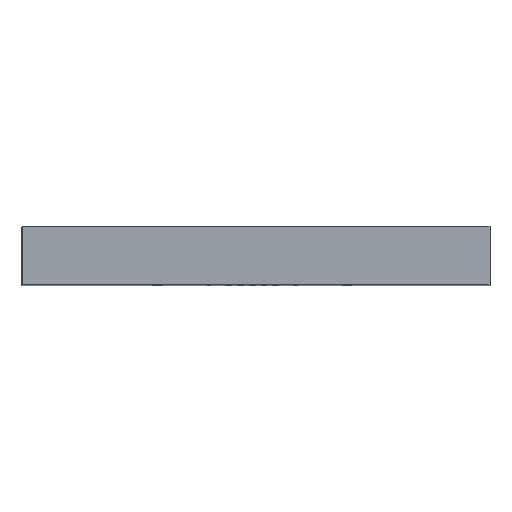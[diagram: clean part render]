
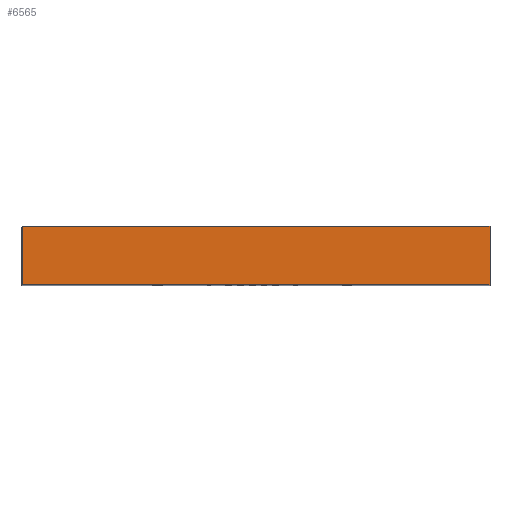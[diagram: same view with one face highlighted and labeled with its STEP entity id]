
A CAD part, top view. The second image highlights one B-rep face of the part: STEP entity #6565.
In plain terms, the highlighted planar face has unit normal (0, 0, 1).
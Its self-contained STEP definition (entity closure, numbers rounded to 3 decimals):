
#1511=FACE_OUTER_BOUND('',#2038,.T.);
#2038=EDGE_LOOP('',(#5975,#5976,#5977,#5978));
#2625=LINE('',#11136,#2997);
#2626=LINE('',#11139,#2998);
#2627=LINE('',#11141,#2999);
#2628=LINE('',#11142,#3000);
#2997=VECTOR('',#9370,10.);
#2998=VECTOR('',#9373,10.);
#2999=VECTOR('',#9374,10.);
#3000=VECTOR('',#9375,10.);
#3583=VERTEX_POINT('',#11132);
#3584=VERTEX_POINT('',#11134);
#3585=VERTEX_POINT('',#11138);
#3586=VERTEX_POINT('',#11140);
#4457=EDGE_CURVE('',#3583,#3584,#2625,.T.);
#4458=EDGE_CURVE('',#3585,#3583,#2626,.T.);
#4459=EDGE_CURVE('',#3586,#3584,#2627,.T.);
#4460=EDGE_CURVE('',#3585,#3586,#2628,.T.);
#5975=ORIENTED_EDGE('',*,*,#4458,.T.);
#5976=ORIENTED_EDGE('',*,*,#4457,.T.);
#5977=ORIENTED_EDGE('',*,*,#4459,.F.);
#5978=ORIENTED_EDGE('',*,*,#4460,.F.);
#6262=PLANE('',#7392);
#6565=ADVANCED_FACE('',(#1511),#6262,.T.);
#7392=AXIS2_PLACEMENT_3D('',#11137,#9371,#9372);
#9370=DIRECTION('',(0.,1.,0.));
#9371=DIRECTION('center_axis',(0.,0.,1.));
#9372=DIRECTION('ref_axis',(1.,0.,0.));
#9373=DIRECTION('',(1.,0.,0.));
#9374=DIRECTION('',(1.,0.,0.));
#9375=DIRECTION('',(0.,1.,0.));
#11132=CARTESIAN_POINT('',(63.5,0.,107.95));
#11134=CARTESIAN_POINT('',(63.5,15.875,107.95));
#11136=CARTESIAN_POINT('',(63.5,0.,107.95));
#11137=CARTESIAN_POINT('Origin',(-63.5,0.,107.95));
#11138=CARTESIAN_POINT('',(-63.5,0.,107.95));
#11139=CARTESIAN_POINT('',(-63.5,0.,107.95));
#11140=CARTESIAN_POINT('',(-63.5,15.875,107.95));
#11141=CARTESIAN_POINT('',(-63.5,15.875,107.95));
#11142=CARTESIAN_POINT('',(-63.5,0.,107.95));
